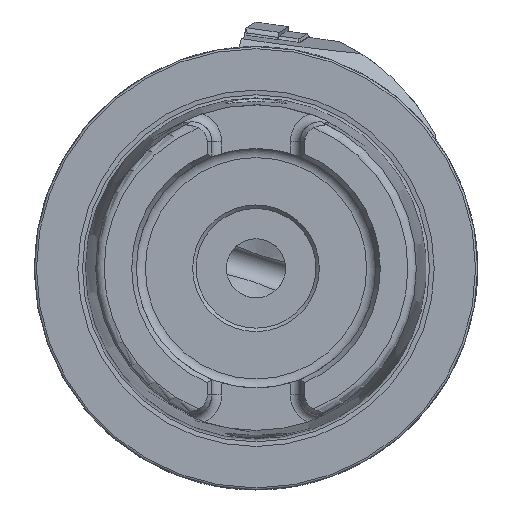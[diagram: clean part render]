
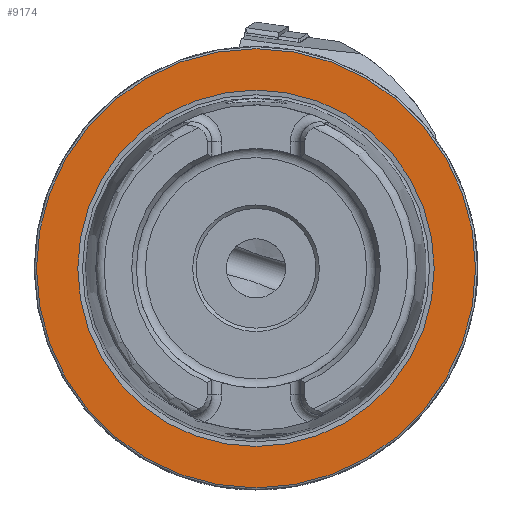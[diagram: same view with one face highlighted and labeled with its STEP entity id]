
A CAD part, left-side view. The second image highlights one B-rep face of the part: STEP entity #9174.
In plain terms, the highlighted planar face has unit normal (-1, 0, 0).
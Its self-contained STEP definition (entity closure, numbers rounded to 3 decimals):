
#287 = CARTESIAN_POINT ( 'NONE',  ( 0., 0., 0. ) ) ;
#571 = FACE_OUTER_BOUND ( 'NONE', #3004, .T. ) ;
#645 = EDGE_CURVE ( 'NONE', #7339, #7339, #4095, .T. ) ;
#2976 = PLANE ( 'NONE',  #6826 ) ;
#3004 = EDGE_LOOP ( 'NONE', ( #4728 ) ) ;
#3221 = AXIS2_PLACEMENT_3D ( 'NONE', #4971, #3428, #3394 ) ;
#3394 = DIRECTION ( 'NONE',  ( 0., 0., 1. ) ) ;
#3428 = DIRECTION ( 'NONE',  ( -1., 0., 0. ) ) ;
#4095 = CIRCLE ( 'NONE', #5018, 31.2 ) ;
#4559 = CARTESIAN_POINT ( 'NONE',  ( 0., 0., 31.2 ) ) ;
#4728 = ORIENTED_EDGE ( 'NONE', *, *, #645, .T. ) ;
#4743 = EDGE_LOOP ( 'NONE', ( #6479 ) ) ;
#4971 = CARTESIAN_POINT ( 'NONE',  ( 0., 0., 0. ) ) ;
#5018 = AXIS2_PLACEMENT_3D ( 'NONE', #287, #6467, #7263 ) ;
#6011 = DIRECTION ( 'NONE',  ( 0., 0., -1. ) ) ;
#6467 = DIRECTION ( 'NONE',  ( -1., 0., 0. ) ) ;
#6479 = ORIENTED_EDGE ( 'NONE', *, *, #7246, .F. ) ;
#6826 = AXIS2_PLACEMENT_3D ( 'NONE', #8372, #8291, #6011 ) ;
#6961 = FACE_BOUND ( 'NONE', #4743, .T. ) ;
#7246 = EDGE_CURVE ( 'NONE', #9415, #9415, #8605, .T. ) ;
#7263 = DIRECTION ( 'NONE',  ( 0., 0., 1. ) ) ;
#7339 = VERTEX_POINT ( 'NONE', #4559 ) ;
#7674 = CARTESIAN_POINT ( 'NONE',  ( 0., 0., 25.324 ) ) ;
#8291 = DIRECTION ( 'NONE',  ( 1., 0., 0. ) ) ;
#8372 = CARTESIAN_POINT ( 'NONE',  ( 0., 31.2, 0. ) ) ;
#8605 = CIRCLE ( 'NONE', #3221, 25.324 ) ;
#9174 = ADVANCED_FACE ( 'NONE', ( #6961, #571 ), #2976, .F. ) ;
#9415 = VERTEX_POINT ( 'NONE', #7674 ) ;
